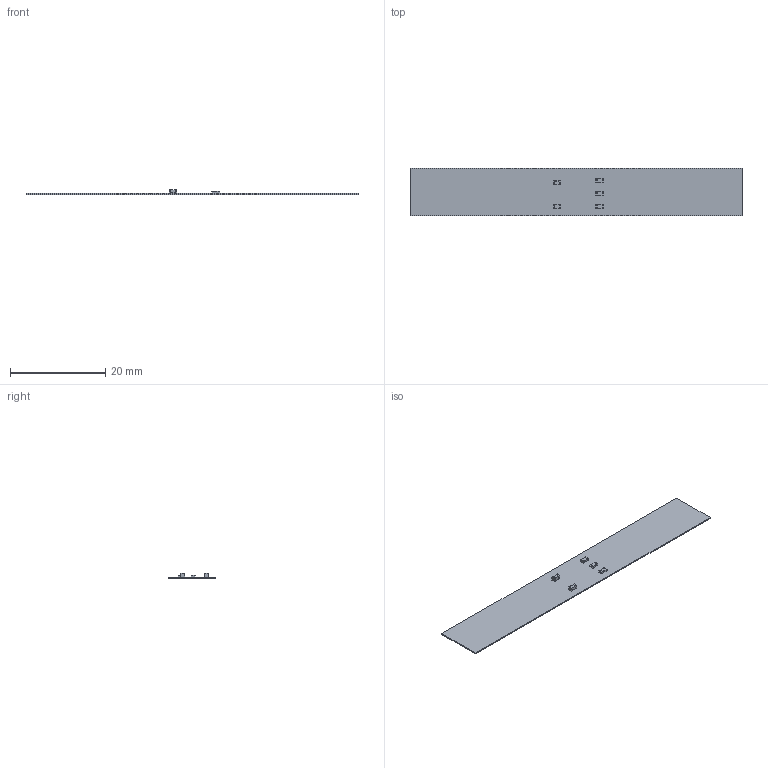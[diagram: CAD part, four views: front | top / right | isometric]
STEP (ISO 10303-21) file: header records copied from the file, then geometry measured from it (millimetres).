
FILE_DESCRIPTION(('KiCad electronic assembly'),'2;1');
FILE_NAME('motion-play-sensor-strip.step','2025-02-13T18:43:35',( 'Pcbnew'),('Kicad'),'Open CASCADE STEP processor 7.7', 'KiCad to STEP converter','Unknown');
FILE_SCHEMA(('AUTOMOTIVE_DESIGN { 1 0 10303 214 1 1 1 1 }'));
Length unit declared in the file: millimetre
Products named in the file (6): motion-play-sensor-strip 1; R_0603_1608Metric; C_0603_1608Metric; motion-play-sensor-strip_PCB
Assembly tree (8 placements, depth 3):
  motion-play-sensor-strip 1
    R_0603_1608Metric  x3
      R_0603_1608Metric
    C_0603_1608Metric  x2
      C_0603_1608Metric
    motion-play-sensor-strip_PCB
Bounding box: 69.8 x 10 x 1.07 mm (x, y, z)
Volume: 157 mm3; surface area: 1457.8 mm2
Topology: 6 solids, 6 shells, 140 faces, 360 edges, 236 vertices
Faces by surface type: plane 92, cylinder 48
Entity records: 2317 total; most frequent: DIRECTION 330, CARTESIAN_POINT 321, ORIENTED_EDGE 304, EDGE_CURVE 152, LINE 112, VECTOR 112, AXIS2_PLACEMENT_3D 109, VERTEX_POINT 100
